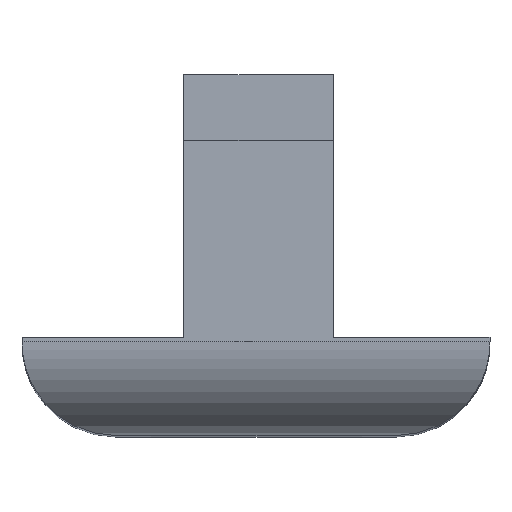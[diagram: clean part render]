
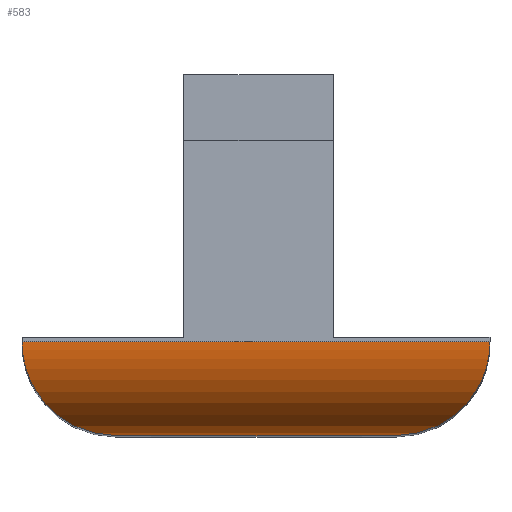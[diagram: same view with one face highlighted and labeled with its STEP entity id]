
A CAD part, top view. The second image highlights one B-rep face of the part: STEP entity #583.
In plain terms, the highlighted cylindrical face has radius 2 mm (diameter 4 mm), a partial arc.
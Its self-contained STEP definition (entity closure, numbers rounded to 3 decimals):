
#17=ELLIPSE('',#617,2.828,2.);
#19=ELLIPSE('',#621,2.828,2.);
#29=CYLINDRICAL_SURFACE('',#622,2.);
#53=FACE_OUTER_BOUND('',#82,.T.);
#82=EDGE_LOOP('',(#505,#506,#507,#508));
#111=LINE('',#828,#185);
#162=LINE('',#938,#236);
#185=VECTOR('',#662,10.);
#236=VECTOR('',#767,10.);
#257=VERTEX_POINT('',#825);
#258=VERTEX_POINT('',#827);
#287=VERTEX_POINT('',#922);
#290=VERTEX_POINT('',#933);
#313=EDGE_CURVE('',#258,#257,#111,.T.);
#366=EDGE_CURVE('',#287,#258,#17,.T.);
#370=EDGE_CURVE('',#290,#257,#19,.T.);
#372=EDGE_CURVE('',#290,#287,#162,.T.);
#505=ORIENTED_EDGE('',*,*,#313,.T.);
#506=ORIENTED_EDGE('',*,*,#370,.F.);
#507=ORIENTED_EDGE('',*,*,#372,.T.);
#508=ORIENTED_EDGE('',*,*,#366,.T.);
#583=ADVANCED_FACE('',(#53),#29,.T.);
#617=AXIS2_PLACEMENT_3D('',#927,#752,#753);
#621=AXIS2_PLACEMENT_3D('',#935,#762,#763);
#622=AXIS2_PLACEMENT_3D('',#937,#765,#766);
#662=DIRECTION('',(-1.,0.,0.));
#752=DIRECTION('center_axis',(-0.707,0.,0.707));
#753=DIRECTION('ref_axis',(0.707,0.,0.707));
#762=DIRECTION('center_axis',(-0.707,0.,-0.707));
#763=DIRECTION('ref_axis',(-0.707,0.,0.707));
#765=DIRECTION('center_axis',(-1.,0.,0.));
#766=DIRECTION('ref_axis',(0.,-0.707,0.707));
#767=DIRECTION('',(1.,0.,0.));
#825=CARTESIAN_POINT('',(44.244,-281.,-50.591));
#827=CARTESIAN_POINT('',(54.244,-281.,-50.591));
#828=CARTESIAN_POINT('',(46.744,-281.,-50.591));
#922=CARTESIAN_POINT('',(52.244,-283.,-52.591));
#927=CARTESIAN_POINT('Origin',(52.244,-281.,-52.591));
#933=CARTESIAN_POINT('',(46.244,-283.,-52.591));
#935=CARTESIAN_POINT('Origin',(46.244,-281.,-52.591));
#937=CARTESIAN_POINT('Origin',(46.744,-281.,-52.591));
#938=CARTESIAN_POINT('',(46.744,-283.,-52.591));
